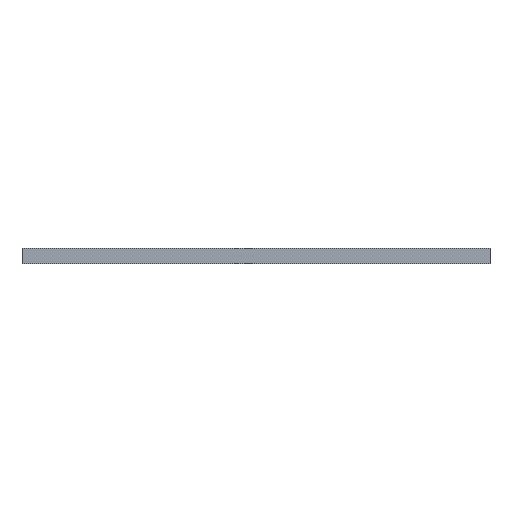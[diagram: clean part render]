
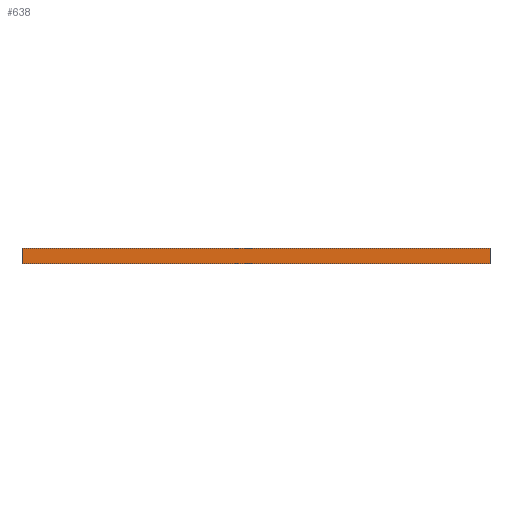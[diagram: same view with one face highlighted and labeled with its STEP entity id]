
A CAD part, left-side view. The second image highlights one B-rep face of the part: STEP entity #638.
In plain terms, the highlighted planar face has unit normal (-1, 0, 0).
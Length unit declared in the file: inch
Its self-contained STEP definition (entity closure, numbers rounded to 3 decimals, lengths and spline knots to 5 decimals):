
#71 = DIRECTION ( 'NONE',  ( 0., 1., 0. ) ) ;
#194 = CARTESIAN_POINT ( 'NONE',  ( -0.88583, -0.71867, -0.02953 ) ) ;
#266 = CARTESIAN_POINT ( 'NONE',  ( -0.88583, 1.05298, 0.02953 ) ) ;
#285 = LINE ( 'NONE', #475, #1098 ) ;
#326 = CARTESIAN_POINT ( 'NONE',  ( -0.88583, 0.16716, -0.02953 ) ) ;
#358 = VECTOR ( 'NONE', #1532, 39.37008 ) ;
#413 = CARTESIAN_POINT ( 'NONE',  ( -0.88583, 1.05298, 0. ) ) ;
#470 = VERTEX_POINT ( 'NONE', #1982 ) ;
#475 = CARTESIAN_POINT ( 'NONE',  ( -0.88583, -0.71867, 0. ) ) ;
#504 = DIRECTION ( 'NONE',  ( 0., 1., 0. ) ) ;
#543 = ORIENTED_EDGE ( 'NONE', *, *, #1170, .T. ) ;
#623 = FACE_OUTER_BOUND ( 'NONE', #2484, .T. ) ;
#638 = ADVANCED_FACE ( 'NONE', ( #623 ), #795, .T. ) ;
#767 = DIRECTION ( 'NONE',  ( 0., -1., 0. ) ) ;
#795 = PLANE ( 'NONE',  #1131 ) ;
#1098 = VECTOR ( 'NONE', #3485, 39.37008 ) ;
#1131 = AXIS2_PLACEMENT_3D ( 'NONE', #2705, #3252, #767 ) ;
#1163 = VECTOR ( 'NONE', #71, 39.37008 ) ;
#1170 = EDGE_CURVE ( 'NONE', #3301, #2000, #285, .T. ) ;
#1185 = LINE ( 'NONE', #266, #2415 ) ;
#1246 = EDGE_CURVE ( 'NONE', #2000, #1531, #1185, .T. ) ;
#1339 = ORIENTED_EDGE ( 'NONE', *, *, #1246, .T. ) ;
#1531 = VERTEX_POINT ( 'NONE', #2146 ) ;
#1532 = DIRECTION ( 'NONE',  ( 0., 0., -1. ) ) ;
#1651 = ORIENTED_EDGE ( 'NONE', *, *, #2084, .T. ) ;
#1982 = CARTESIAN_POINT ( 'NONE',  ( -0.88583, 1.05298, -0.02953 ) ) ;
#2000 = VERTEX_POINT ( 'NONE', #2681 ) ;
#2084 = EDGE_CURVE ( 'NONE', #1531, #470, #2183, .T. ) ;
#2146 = CARTESIAN_POINT ( 'NONE',  ( -0.88583, 1.05298, 0.02953 ) ) ;
#2183 = LINE ( 'NONE', #413, #358 ) ;
#2356 = ORIENTED_EDGE ( 'NONE', *, *, #2460, .F. ) ;
#2415 = VECTOR ( 'NONE', #504, 39.37008 ) ;
#2460 = EDGE_CURVE ( 'NONE', #3301, #470, #2911, .T. ) ;
#2484 = EDGE_LOOP ( 'NONE', ( #1339, #1651, #2356, #543 ) ) ;
#2681 = CARTESIAN_POINT ( 'NONE',  ( -0.88583, -0.71867, 0.02953 ) ) ;
#2705 = CARTESIAN_POINT ( 'NONE',  ( -0.88583, 1.05298, 0. ) ) ;
#2911 = LINE ( 'NONE', #326, #1163 ) ;
#3252 = DIRECTION ( 'NONE',  ( -1., 0., 0. ) ) ;
#3301 = VERTEX_POINT ( 'NONE', #194 ) ;
#3485 = DIRECTION ( 'NONE',  ( 0., 0., 1. ) ) ;
